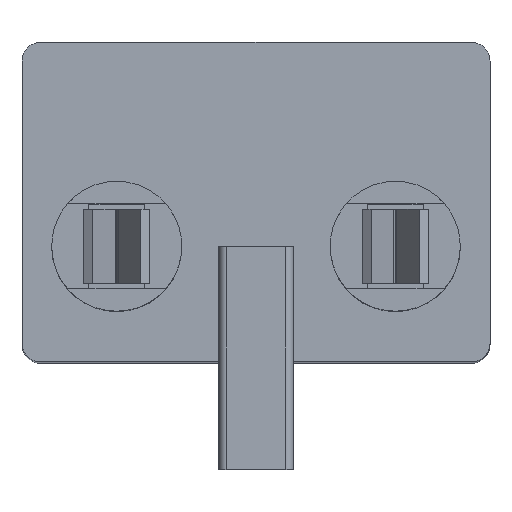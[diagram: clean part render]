
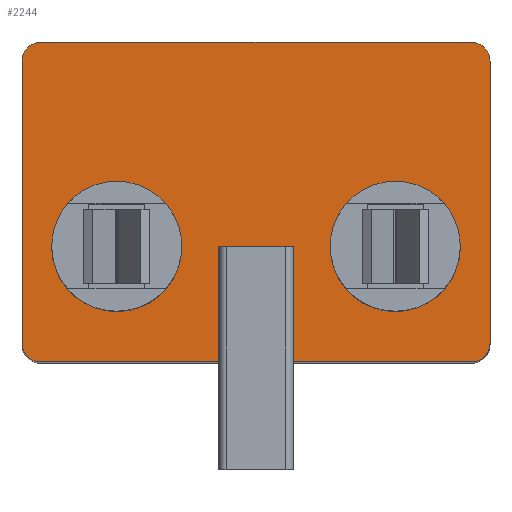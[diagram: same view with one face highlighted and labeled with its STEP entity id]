
A CAD part, top view. The second image highlights one B-rep face of the part: STEP entity #2244.
In plain terms, the highlighted planar face has unit normal (0, 0, 1).
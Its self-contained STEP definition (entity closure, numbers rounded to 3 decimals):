
#45 = ORIENTED_EDGE ( 'NONE', *, *, #3755, .T. ) ;
#52 = CARTESIAN_POINT ( 'NONE',  ( 6.99, -1.64, 1.8 ) ) ;
#220 = AXIS2_PLACEMENT_3D ( 'NONE', #1399, #3749, #1731 ) ;
#226 = DIRECTION ( 'NONE',  ( 0., 0., -1. ) ) ;
#236 = DIRECTION ( 'NONE',  ( 0., -1., 0. ) ) ;
#269 = VECTOR ( 'NONE', #2477, 1000. ) ;
#271 = CARTESIAN_POINT ( 'NONE',  ( 6.99, 6.46, 1.8 ) ) ;
#283 = DIRECTION ( 'NONE',  ( 0., 0., 1. ) ) ;
#302 = ORIENTED_EDGE ( 'NONE', *, *, #1474, .T. ) ;
#343 = CARTESIAN_POINT ( 'NONE',  ( -5.11, -1.64, 1.8 ) ) ;
#354 = AXIS2_PLACEMENT_3D ( 'NONE', #498, #4193, #3200 ) ;
#406 = LINE ( 'NONE', #4159, #2994 ) ;
#459 = VERTEX_POINT ( 'NONE', #3609 ) ;
#478 = ORIENTED_EDGE ( 'NONE', *, *, #1981, .T. ) ;
#498 = CARTESIAN_POINT ( 'NONE',  ( -4.81, -1.44, 1.8 ) ) ;
#530 = VECTOR ( 'NONE', #588, 1000. ) ;
#538 = AXIS2_PLACEMENT_3D ( 'NONE', #2295, #283, #2638 ) ;
#560 = AXIS2_PLACEMENT_3D ( 'NONE', #1069, #3419, #1400 ) ;
#584 = ORIENTED_EDGE ( 'NONE', *, *, #4238, .T. ) ;
#588 = DIRECTION ( 'NONE',  ( 1., 0., 0. ) ) ;
#639 = CIRCLE ( 'NONE', #3607, 0.5 ) ;
#665 = ORIENTED_EDGE ( 'NONE', *, *, #3651, .F. ) ;
#669 = ORIENTED_EDGE ( 'NONE', *, *, #3976, .F. ) ;
#677 = DIRECTION ( 'NONE',  ( 1., 0., 0. ) ) ;
#730 = CARTESIAN_POINT ( 'NONE',  ( 6.49, 5.96, 1.8 ) ) ;
#763 = VECTOR ( 'NONE', #4064, 1000. ) ;
#794 = CARTESIAN_POINT ( 'NONE',  ( -0.31, 0.96, 1.8 ) ) ;
#812 = FACE_BOUND ( 'NONE', #3173, .T. ) ;
#822 = VERTEX_POINT ( 'NONE', #4330 ) ;
#827 = CARTESIAN_POINT ( 'NONE',  ( -5.61, 6.46, 1.8 ) ) ;
#839 = PLANE ( 'NONE',  #354 ) ;
#900 = LINE ( 'NONE', #2528, #2576 ) ;
#907 = EDGE_LOOP ( 'NONE', ( #2908, #2317 ) ) ;
#919 = CARTESIAN_POINT ( 'NONE',  ( 1.69, -1.44, 1.8 ) ) ;
#935 = EDGE_CURVE ( 'NONE', #822, #956, #639, .T. ) ;
#949 = VERTEX_POINT ( 'NONE', #4386 ) ;
#956 = VERTEX_POINT ( 'NONE', #4060 ) ;
#997 = VERTEX_POINT ( 'NONE', #1031 ) ;
#1031 = CARTESIAN_POINT ( 'NONE',  ( -1.31, 0.96, 1.8 ) ) ;
#1069 = CARTESIAN_POINT ( 'NONE',  ( -3.06, 0.96, 1.8 ) ) ;
#1075 = DIRECTION ( 'NONE',  ( 1., 0., 0. ) ) ;
#1222 = VECTOR ( 'NONE', #236, 1000. ) ;
#1232 = CARTESIAN_POINT ( 'NONE',  ( 6.19, 0.96, 1.8 ) ) ;
#1238 = ORIENTED_EDGE ( 'NONE', *, *, #1746, .F. ) ;
#1333 = LINE ( 'NONE', #919, #1222 ) ;
#1360 = DIRECTION ( 'NONE',  ( 0., 0., 1. ) ) ;
#1399 = CARTESIAN_POINT ( 'NONE',  ( 6.49, -1.64, 1.8 ) ) ;
#1400 = DIRECTION ( 'NONE',  ( -1., 0., 0. ) ) ;
#1474 = EDGE_CURVE ( 'NONE', #1848, #822, #406, .T. ) ;
#1505 = CARTESIAN_POINT ( 'NONE',  ( 6.99, 5.96, 1.8 ) ) ;
#1509 = CIRCLE ( 'NONE', #3443, 1.75 ) ;
#1715 = ORIENTED_EDGE ( 'NONE', *, *, #4303, .T. ) ;
#1731 = DIRECTION ( 'NONE',  ( 1., 0., 0. ) ) ;
#1739 = AXIS2_PLACEMENT_3D ( 'NONE', #3382, #1360, #3706 ) ;
#1746 = EDGE_CURVE ( 'NONE', #2445, #3465, #3620, .T. ) ;
#1798 = DIRECTION ( 'NONE',  ( 0., 0., 1. ) ) ;
#1843 = VERTEX_POINT ( 'NONE', #2701 ) ;
#1844 = CIRCLE ( 'NONE', #2646, 0.5 ) ;
#1848 = VERTEX_POINT ( 'NONE', #3707 ) ;
#1860 = DIRECTION ( 'NONE',  ( 0., -1., 0. ) ) ;
#1892 = EDGE_CURVE ( 'NONE', #3105, #3055, #2986, .T. ) ;
#1933 = VERTEX_POINT ( 'NONE', #2756 ) ;
#1962 = CARTESIAN_POINT ( 'NONE',  ( 1.69, -2.14, 1.8 ) ) ;
#1981 = EDGE_CURVE ( 'NONE', #4317, #3105, #4361, .T. ) ;
#2042 = CARTESIAN_POINT ( 'NONE',  ( -5.11, 6.46, 1.8 ) ) ;
#2095 = CARTESIAN_POINT ( 'NONE',  ( -5.61, -2.14, 1.8 ) ) ;
#2168 = DIRECTION ( 'NONE',  ( -1., 0., 0. ) ) ;
#2212 = LINE ( 'NONE', #2588, #530 ) ;
#2243 = CARTESIAN_POINT ( 'NONE',  ( -3.06, 0.96, 1.8 ) ) ;
#2244 = ADVANCED_FACE ( 'NONE', ( #4309, #812, #2494 ), #839, .T. ) ;
#2295 = CARTESIAN_POINT ( 'NONE',  ( 4.44, 0.96, 1.8 ) ) ;
#2317 = ORIENTED_EDGE ( 'NONE', *, *, #3042, .T. ) ;
#2399 = ORIENTED_EDGE ( 'NONE', *, *, #1892, .T. ) ;
#2445 = VERTEX_POINT ( 'NONE', #1232 ) ;
#2477 = DIRECTION ( 'NONE',  ( -1., 0., 0. ) ) ;
#2494 = FACE_OUTER_BOUND ( 'NONE', #2613, .T. ) ;
#2523 = ORIENTED_EDGE ( 'NONE', *, *, #3940, .T. ) ;
#2528 = CARTESIAN_POINT ( 'NONE',  ( -0.31, 0.96, 1.8 ) ) ;
#2575 = DIRECTION ( 'NONE',  ( -1., 0., 0. ) ) ;
#2576 = VECTOR ( 'NONE', #1860, 1000. ) ;
#2588 = CARTESIAN_POINT ( 'NONE',  ( -5.61, -2.14, 1.8 ) ) ;
#2613 = EDGE_LOOP ( 'NONE', ( #584, #669, #3380, #2676, #478, #2399, #1715, #45, #2523, #3519, #302, #3482 ) ) ;
#2638 = DIRECTION ( 'NONE',  ( 1., 0., 0. ) ) ;
#2646 = AXIS2_PLACEMENT_3D ( 'NONE', #730, #3077, #1075 ) ;
#2676 = ORIENTED_EDGE ( 'NONE', *, *, #4242, .T. ) ;
#2684 = VERTEX_POINT ( 'NONE', #1505 ) ;
#2687 = VECTOR ( 'NONE', #2168, 1000. ) ;
#2698 = DIRECTION ( 'NONE',  ( 0., 0., 1. ) ) ;
#2701 = CARTESIAN_POINT ( 'NONE',  ( -0.31, 0.96, 1.8 ) ) ;
#2715 = CARTESIAN_POINT ( 'NONE',  ( -4.81, 0.96, 1.8 ) ) ;
#2756 = CARTESIAN_POINT ( 'NONE',  ( 6.49, 6.46, 1.8 ) ) ;
#2779 = VECTOR ( 'NONE', #3284, 1000. ) ;
#2785 = LINE ( 'NONE', #827, #2687 ) ;
#2792 = EDGE_CURVE ( 'NONE', #2997, #997, #1509, .T. ) ;
#2806 = AXIS2_PLACEMENT_3D ( 'NONE', #3815, #1798, #4167 ) ;
#2899 = LINE ( 'NONE', #271, #2779 ) ;
#2908 = ORIENTED_EDGE ( 'NONE', *, *, #2792, .T. ) ;
#2986 = CIRCLE ( 'NONE', #220, 0.5 ) ;
#2994 = VECTOR ( 'NONE', #3812, 1000. ) ;
#2995 = VERTEX_POINT ( 'NONE', #2042 ) ;
#2997 = VERTEX_POINT ( 'NONE', #2715 ) ;
#3042 = EDGE_CURVE ( 'NONE', #997, #2997, #3136, .T. ) ;
#3053 = LINE ( 'NONE', #794, #269 ) ;
#3055 = VERTEX_POINT ( 'NONE', #52 ) ;
#3077 = DIRECTION ( 'NONE',  ( 0., 0., 1. ) ) ;
#3102 = CARTESIAN_POINT ( 'NONE',  ( 6.49, -2.14, 1.8 ) ) ;
#3105 = VERTEX_POINT ( 'NONE', #3102 ) ;
#3136 = CIRCLE ( 'NONE', #560, 1.75 ) ;
#3164 = CIRCLE ( 'NONE', #1739, 1.75 ) ;
#3173 = EDGE_LOOP ( 'NONE', ( #665, #1238 ) ) ;
#3175 = EDGE_CURVE ( 'NONE', #2995, #1848, #4289, .T. ) ;
#3200 = DIRECTION ( 'NONE',  ( 1., 0., 0. ) ) ;
#3284 = DIRECTION ( 'NONE',  ( 0., 1., 0. ) ) ;
#3380 = ORIENTED_EDGE ( 'NONE', *, *, #4097, .F. ) ;
#3382 = CARTESIAN_POINT ( 'NONE',  ( 4.44, 0.96, 1.8 ) ) ;
#3419 = DIRECTION ( 'NONE',  ( 0., 0., -1. ) ) ;
#3443 = AXIS2_PLACEMENT_3D ( 'NONE', #2243, #226, #2575 ) ;
#3465 = VERTEX_POINT ( 'NONE', #3594 ) ;
#3482 = ORIENTED_EDGE ( 'NONE', *, *, #935, .T. ) ;
#3519 = ORIENTED_EDGE ( 'NONE', *, *, #3175, .T. ) ;
#3594 = CARTESIAN_POINT ( 'NONE',  ( 2.69, 0.96, 1.8 ) ) ;
#3607 = AXIS2_PLACEMENT_3D ( 'NONE', #343, #2698, #677 ) ;
#3609 = CARTESIAN_POINT ( 'NONE',  ( 1.69, 0.96, 1.8 ) ) ;
#3620 = CIRCLE ( 'NONE', #538, 1.75 ) ;
#3651 = EDGE_CURVE ( 'NONE', #3465, #2445, #3164, .T. ) ;
#3706 = DIRECTION ( 'NONE',  ( 1., 0., 0. ) ) ;
#3707 = CARTESIAN_POINT ( 'NONE',  ( -5.61, 5.96, 1.8 ) ) ;
#3749 = DIRECTION ( 'NONE',  ( 0., 0., 1. ) ) ;
#3755 = EDGE_CURVE ( 'NONE', #2684, #1933, #1844, .T. ) ;
#3812 = DIRECTION ( 'NONE',  ( 0., -1., 0. ) ) ;
#3815 = CARTESIAN_POINT ( 'NONE',  ( -5.11, 5.96, 1.8 ) ) ;
#3940 = EDGE_CURVE ( 'NONE', #1933, #2995, #2785, .T. ) ;
#3976 = EDGE_CURVE ( 'NONE', #1843, #949, #900, .T. ) ;
#4060 = CARTESIAN_POINT ( 'NONE',  ( -5.11, -2.14, 1.8 ) ) ;
#4064 = DIRECTION ( 'NONE',  ( 1., 0., 0. ) ) ;
#4097 = EDGE_CURVE ( 'NONE', #459, #1843, #3053, .T. ) ;
#4159 = CARTESIAN_POINT ( 'NONE',  ( -5.61, 6.46, 1.8 ) ) ;
#4167 = DIRECTION ( 'NONE',  ( 1., 0., 0. ) ) ;
#4193 = DIRECTION ( 'NONE',  ( 0., 0., 1. ) ) ;
#4238 = EDGE_CURVE ( 'NONE', #956, #949, #2212, .T. ) ;
#4242 = EDGE_CURVE ( 'NONE', #459, #4317, #1333, .T. ) ;
#4289 = CIRCLE ( 'NONE', #2806, 0.5 ) ;
#4303 = EDGE_CURVE ( 'NONE', #3055, #2684, #2899, .T. ) ;
#4309 = FACE_BOUND ( 'NONE', #907, .T. ) ;
#4317 = VERTEX_POINT ( 'NONE', #1962 ) ;
#4330 = CARTESIAN_POINT ( 'NONE',  ( -5.61, -1.64, 1.8 ) ) ;
#4361 = LINE ( 'NONE', #2095, #763 ) ;
#4386 = CARTESIAN_POINT ( 'NONE',  ( -0.31, -2.14, 1.8 ) ) ;
